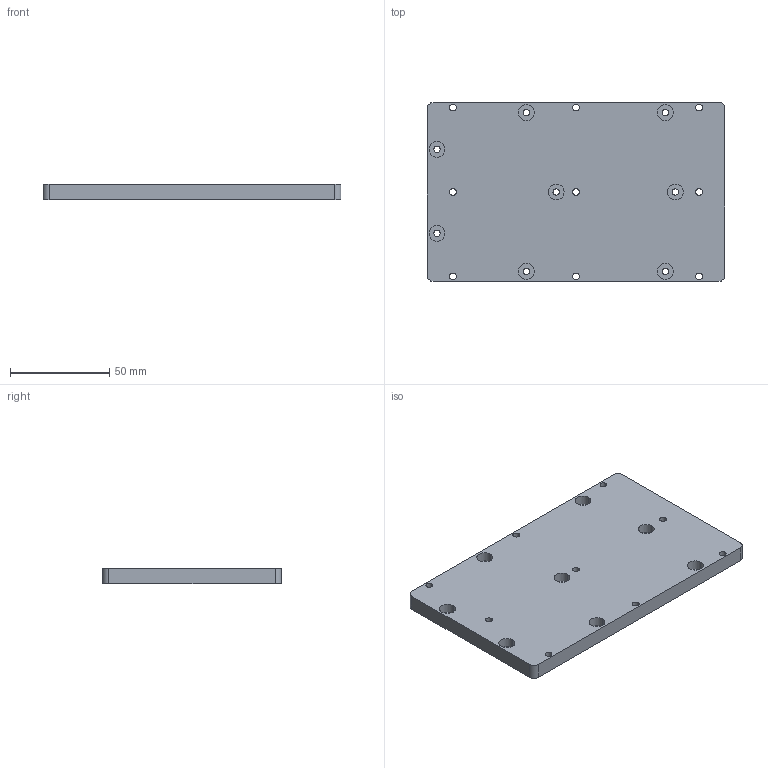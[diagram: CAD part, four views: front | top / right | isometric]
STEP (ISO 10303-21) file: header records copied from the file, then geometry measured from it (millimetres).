
FILE_DESCRIPTION (( 'STEP AP203' ), '1' );
FILE_NAME ('Heatsink Nerd EKO - ASICs V1.0.STEP', '2024-11-29T23:12:34', ( '' ), ( '' ), 'SwSTEP 2.0', 'SolidWorks 2021', '' );
FILE_SCHEMA (( 'CONFIG_CONTROL_DESIGN' ));
Length unit declared in the file: millimetre
Products named in the file (1): Heatsink Nerd EKO - ASICs V1.0
Bounding box: 150 x 90 x 8 mm (x, y, z)
Volume: 105082.2 mm3; surface area: 32507.7 mm2
Topology: 1 solids, 1 shells, 68 faces, 174 edges, 116 vertices
Faces by surface type: cylinder 54, plane 14
Entity records: 2271 total; most frequent: DIRECTION 420, CARTESIAN_POINT 359, ORIENTED_EDGE 348, AXIS2_PLACEMENT_3D 177, EDGE_CURVE 174, VERTEX_POINT 116, EDGE_LOOP 110, CIRCLE 108
